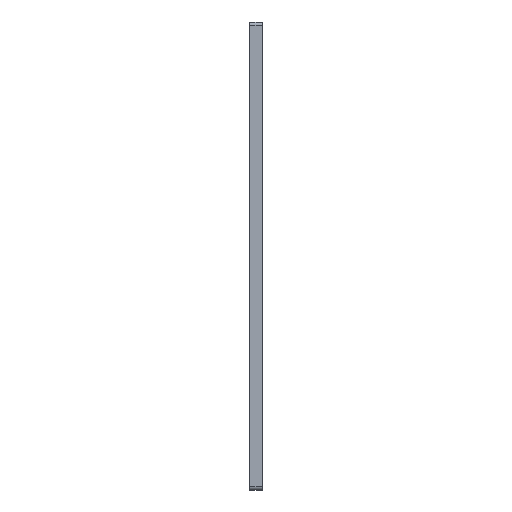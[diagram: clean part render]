
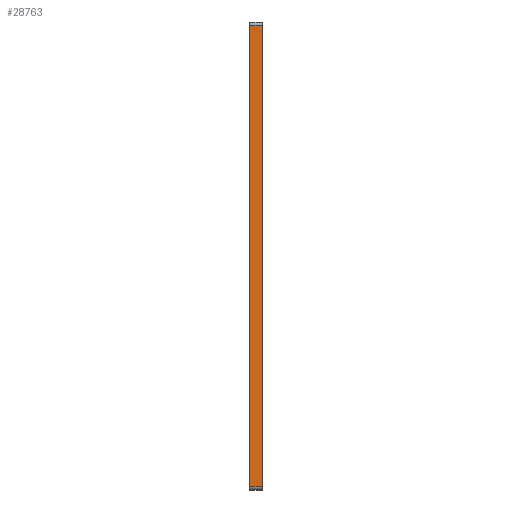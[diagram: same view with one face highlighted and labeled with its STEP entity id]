
A CAD part, left-side view. The second image highlights one B-rep face of the part: STEP entity #28763.
In plain terms, the highlighted planar face has unit normal (-1, 0, 0).
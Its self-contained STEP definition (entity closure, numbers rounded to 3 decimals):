
#803=PLANE('',#32781);
#2408=FACE_OUTER_BOUND('',#4039,.T.);
#4039=EDGE_LOOP('',(#25107,#25108,#25109,#25110));
#5828=LINE('',#50872,#7437);
#5837=LINE('',#50903,#7446);
#5838=LINE('',#50906,#7447);
#5839=LINE('',#50907,#7448);
#7437=VECTOR('',#41648,1000.);
#7446=VECTOR('',#41681,1000.);
#7447=VECTOR('',#41686,1000.);
#7448=VECTOR('',#41687,1000.);
#13530=VERTEX_POINT('',#50870);
#13531=VERTEX_POINT('',#50871);
#13540=VERTEX_POINT('',#50900);
#13541=VERTEX_POINT('',#50902);
#17695=EDGE_CURVE('',#13530,#13531,#5828,.T.);
#17711=EDGE_CURVE('',#13541,#13540,#5837,.T.);
#17713=EDGE_CURVE('',#13540,#13531,#5838,.T.);
#17714=EDGE_CURVE('',#13530,#13541,#5839,.T.);
#25107=ORIENTED_EDGE('',*,*,#17711,.T.);
#25108=ORIENTED_EDGE('',*,*,#17713,.T.);
#25109=ORIENTED_EDGE('',*,*,#17695,.F.);
#25110=ORIENTED_EDGE('',*,*,#17714,.T.);
#28763=ADVANCED_FACE('',(#2408),#803,.F.);
#32781=AXIS2_PLACEMENT_3D('',#50905,#41684,#41685);
#41648=DIRECTION('',(0.,-1.,0.));
#41681=DIRECTION('',(0.,-1.,0.));
#41684=DIRECTION('center_axis',(1.,0.,0.));
#41685=DIRECTION('ref_axis',(0.,0.,-1.));
#41686=DIRECTION('',(0.,0.,1.));
#41687=DIRECTION('',(0.,0.,-1.));
#50870=CARTESIAN_POINT('',(-225.,12.4,222.));
#50871=CARTESIAN_POINT('',(-225.,0.3,222.));
#50872=CARTESIAN_POINT('',(-225.,12.7,222.));
#50900=CARTESIAN_POINT('',(-225.,0.3,-222.));
#50902=CARTESIAN_POINT('',(-225.,12.4,-222.));
#50903=CARTESIAN_POINT('',(-225.,12.7,-222.));
#50905=CARTESIAN_POINT('Origin',(-225.,12.7,222.));
#50906=CARTESIAN_POINT('',(-225.,0.3,222.));
#50907=CARTESIAN_POINT('',(-225.,12.4,222.));
